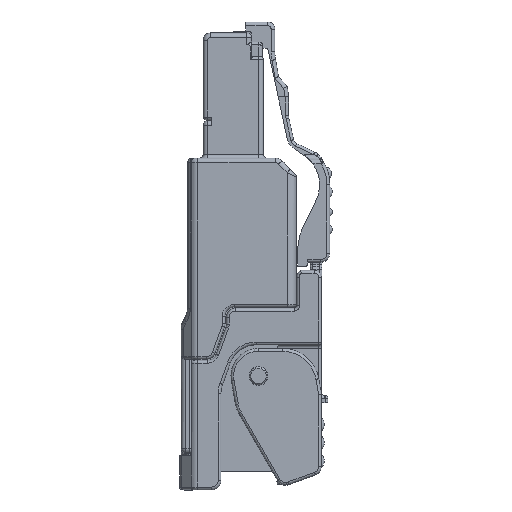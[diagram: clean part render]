
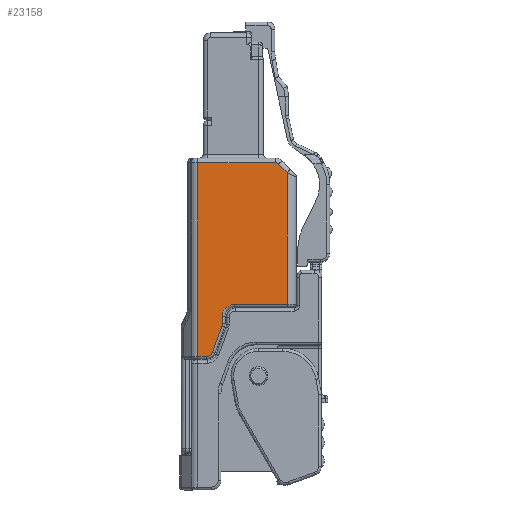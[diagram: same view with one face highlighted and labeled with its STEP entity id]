
A CAD part, left-side view. The second image highlights one B-rep face of the part: STEP entity #23158.
In plain terms, the highlighted planar face has unit normal (-1, 0, 0).
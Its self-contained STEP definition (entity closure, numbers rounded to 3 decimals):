
#1478 = EDGE_CURVE ( 'NONE', #65412, #47642, #34444, .T. ) ;
#1668 = LINE ( 'NONE', #22240, #58527 ) ;
#1680 = EDGE_CURVE ( 'NONE', #44645, #15494, #50782, .T. ) ;
#2186 = CARTESIAN_POINT ( 'NONE',  ( -6.9, 3.238, -8.438 ) ) ;
#2483 = ORIENTED_EDGE ( 'NONE', *, *, #35963, .T. ) ;
#4093 = ORIENTED_EDGE ( 'NONE', *, *, #1478, .T. ) ;
#5409 = DIRECTION ( 'NONE',  ( -1., 0., 0. ) ) ;
#8470 = VERTEX_POINT ( 'NONE', #53492 ) ;
#8683 = CARTESIAN_POINT ( 'NONE',  ( -6.9, 6.247, -33.7 ) ) ;
#9162 = EDGE_CURVE ( 'NONE', #47642, #18850, #24720, .T. ) ;
#9618 = CARTESIAN_POINT ( 'NONE',  ( -6.9, 8.3, -13.5 ) ) ;
#10050 = CARTESIAN_POINT ( 'NONE',  ( -6.9, -0.663, -16.762 ) ) ;
#11870 = CARTESIAN_POINT ( 'NONE',  ( -6.9, 7.186, -13.5 ) ) ;
#13575 = ORIENTED_EDGE ( 'NONE', *, *, #40522, .T. ) ;
#13766 = DIRECTION ( 'NONE',  ( 0., 0., 1. ) ) ;
#14955 = PLANE ( 'NONE',  #43474 ) ;
#15207 = DIRECTION ( 'NONE',  ( 0., 1., 0. ) ) ;
#15494 = VERTEX_POINT ( 'NONE', #16788 ) ;
#15614 = AXIS2_PLACEMENT_3D ( 'NONE', #60874, #27925, #66434 ) ;
#15821 = CARTESIAN_POINT ( 'NONE',  ( -6.9, -2.6, -28.7 ) ) ;
#16788 = CARTESIAN_POINT ( 'NONE',  ( -6.9, 4.5, -30. ) ) ;
#17208 = CARTESIAN_POINT ( 'NONE',  ( -6.9, 7.186, -13.2 ) ) ;
#18850 = VERTEX_POINT ( 'NONE', #20283 ) ;
#20283 = CARTESIAN_POINT ( 'NONE',  ( -6.9, 4.542, -31.063 ) ) ;
#21997 = ORIENTED_EDGE ( 'NONE', *, *, #65338, .T. ) ;
#22240 = CARTESIAN_POINT ( 'NONE',  ( -6.9, -2.6, -28.7 ) ) ;
#22575 = VECTOR ( 'NONE', #29275, 1000. ) ;
#23023 = VECTOR ( 'NONE', #26667, 1000. ) ;
#23158 = ADVANCED_FACE ( 'NONE', ( #47162 ), #14955, .F. ) ;
#23681 = CARTESIAN_POINT ( 'NONE',  ( -6.9, 8.3, -13.2 ) ) ;
#24720 = LINE ( 'NONE', #10050, #23023 ) ;
#25198 = CARTESIAN_POINT ( 'NONE',  ( -6.9, 6.247, -34.4 ) ) ;
#26068 = CARTESIAN_POINT ( 'NONE',  ( -6.9, -2.6, -13.5 ) ) ;
#26249 = ORIENTED_EDGE ( 'NONE', *, *, #61257, .T. ) ;
#26667 = DIRECTION ( 'NONE',  ( 0., -0.342, 0.94 ) ) ;
#27144 = DIRECTION ( 'NONE',  ( -1., 0., 0. ) ) ;
#27925 = DIRECTION ( 'NONE',  ( 1., 0., 0. ) ) ;
#29275 = DIRECTION ( 'NONE',  ( 0., 1., 0. ) ) ;
#30147 = CARTESIAN_POINT ( 'NONE',  ( -6.9, 7.186, -34.4 ) ) ;
#31540 = EDGE_CURVE ( 'NONE', #15494, #43552, #40232, .T. ) ;
#31571 = CARTESIAN_POINT ( 'NONE',  ( -6.9, 4.5, -30.824 ) ) ;
#31941 = CIRCLE ( 'NONE', #44170, 0.5 ) ;
#31987 = VERTEX_POINT ( 'NONE', #60776 ) ;
#32553 = ORIENTED_EDGE ( 'NONE', *, *, #31540, .T. ) ;
#32780 = ORIENTED_EDGE ( 'NONE', *, *, #9162, .T. ) ;
#33051 = CARTESIAN_POINT ( 'NONE',  ( -6.9, 4.5, -13.5 ) ) ;
#34444 = CIRCLE ( 'NONE', #60338, 0.7 ) ;
#34511 = VERTEX_POINT ( 'NONE', #17208 ) ;
#35322 = ORIENTED_EDGE ( 'NONE', *, *, #1680, .T. ) ;
#35701 = ORIENTED_EDGE ( 'NONE', *, *, #40759, .T. ) ;
#35963 = EDGE_CURVE ( 'NONE', #18850, #44645, #46543, .T. ) ;
#37898 = VECTOR ( 'NONE', #44874, 1000. ) ;
#37966 = LINE ( 'NONE', #52158, #65572 ) ;
#38410 = CARTESIAN_POINT ( 'NONE',  ( -6.9, 5.2, -30.824 ) ) ;
#40185 = VECTOR ( 'NONE', #67954, 1000. ) ;
#40232 = CIRCLE ( 'NONE', #15614, 1.3 ) ;
#40522 = EDGE_CURVE ( 'NONE', #31987, #34511, #66486, .T. ) ;
#40759 = EDGE_CURVE ( 'NONE', #8470, #31987, #31941, .T. ) ;
#41410 = CARTESIAN_POINT ( 'NONE',  ( -6.9, 3.2, -28.7 ) ) ;
#41945 = LINE ( 'NONE', #26068, #71231 ) ;
#42089 = ORIENTED_EDGE ( 'NONE', *, *, #55854, .T. ) ;
#43474 = AXIS2_PLACEMENT_3D ( 'NONE', #9618, #48176, #15207 ) ;
#43552 = VERTEX_POINT ( 'NONE', #41410 ) ;
#43975 = DIRECTION ( 'NONE',  ( 0., 1., 0. ) ) ;
#44170 = AXIS2_PLACEMENT_3D ( 'NONE', #60098, #27144, #65677 ) ;
#44645 = VERTEX_POINT ( 'NONE', #31571 ) ;
#44874 = DIRECTION ( 'NONE',  ( 0., 0., -1. ) ) ;
#46543 = CIRCLE ( 'NONE', #58929, 0.7 ) ;
#47162 = FACE_OUTER_BOUND ( 'NONE', #69334, .T. ) ;
#47221 = DIRECTION ( 'NONE',  ( -1., 0., 0. ) ) ;
#47642 = VERTEX_POINT ( 'NONE', #57828 ) ;
#48176 = DIRECTION ( 'NONE',  ( 1., 0., 0. ) ) ;
#49533 = ORIENTED_EDGE ( 'NONE', *, *, #52452, .T. ) ;
#49944 = DIRECTION ( 'NONE',  ( 0., 1., 0. ) ) ;
#50782 = LINE ( 'NONE', #33051, #63730 ) ;
#52158 = CARTESIAN_POINT ( 'NONE',  ( -6.9, 8.3, -34.4 ) ) ;
#52452 = EDGE_CURVE ( 'NONE', #62766, #8470, #69496, .T. ) ;
#53492 = CARTESIAN_POINT ( 'NONE',  ( -6.9, -1.671, -13.346 ) ) ;
#55422 = VERTEX_POINT ( 'NONE', #15821 ) ;
#55854 = EDGE_CURVE ( 'NONE', #55422, #62766, #41945, .T. ) ;
#57488 = ORIENTED_EDGE ( 'NONE', *, *, #57699, .T. ) ;
#57699 = EDGE_CURVE ( 'NONE', #43552, #55422, #1668, .T. ) ;
#57718 = DIRECTION ( 'NONE',  ( 0., -1., 0. ) ) ;
#57828 = CARTESIAN_POINT ( 'NONE',  ( -6.9, 5.589, -33.939 ) ) ;
#58527 = VECTOR ( 'NONE', #60692, 1000. ) ;
#58929 = AXIS2_PLACEMENT_3D ( 'NONE', #38410, #5409, #43975 ) ;
#60098 = CARTESIAN_POINT ( 'NONE',  ( -6.9, -1.317, -13.7 ) ) ;
#60338 = AXIS2_PLACEMENT_3D ( 'NONE', #8683, #47221, #49944 ) ;
#60692 = DIRECTION ( 'NONE',  ( 0., -1., 0. ) ) ;
#60776 = CARTESIAN_POINT ( 'NONE',  ( -6.9, -1.317, -13.2 ) ) ;
#60874 = CARTESIAN_POINT ( 'NONE',  ( -6.9, 3.2, -30. ) ) ;
#61257 = EDGE_CURVE ( 'NONE', #34511, #70141, #67179, .T. ) ;
#62766 = VERTEX_POINT ( 'NONE', #63484 ) ;
#63484 = CARTESIAN_POINT ( 'NONE',  ( -6.9, -2.6, -14.276 ) ) ;
#63730 = VECTOR ( 'NONE', #13766, 1000. ) ;
#64652 = DIRECTION ( 'NONE',  ( 0., 0., 1. ) ) ;
#65338 = EDGE_CURVE ( 'NONE', #70141, #65412, #37966, .T. ) ;
#65412 = VERTEX_POINT ( 'NONE', #25198 ) ;
#65572 = VECTOR ( 'NONE', #57718, 1000. ) ;
#65677 = DIRECTION ( 'NONE',  ( 0., 1., 0. ) ) ;
#66434 = DIRECTION ( 'NONE',  ( 0., 1., 0. ) ) ;
#66486 = LINE ( 'NONE', #23681, #22575 ) ;
#67179 = LINE ( 'NONE', #11870, #37898 ) ;
#67954 = DIRECTION ( 'NONE',  ( 0., 0.707, 0.707 ) ) ;
#69334 = EDGE_LOOP ( 'NONE', ( #26249, #21997, #4093, #32780, #2483, #35322, #32553, #57488, #42089, #49533, #35701, #13575 ) ) ;
#69496 = LINE ( 'NONE', #2186, #40185 ) ;
#70141 = VERTEX_POINT ( 'NONE', #30147 ) ;
#71231 = VECTOR ( 'NONE', #64652, 1000. ) ;
